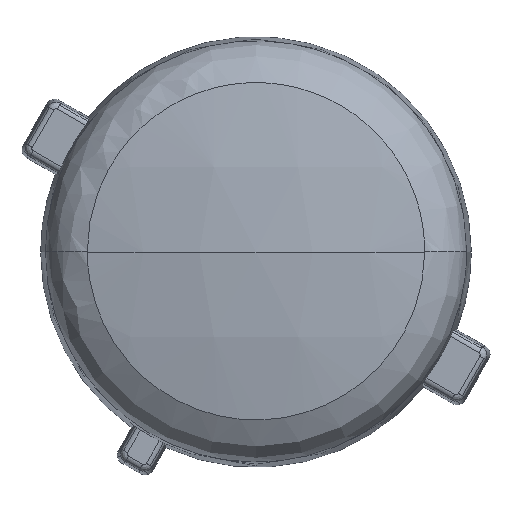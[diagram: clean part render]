
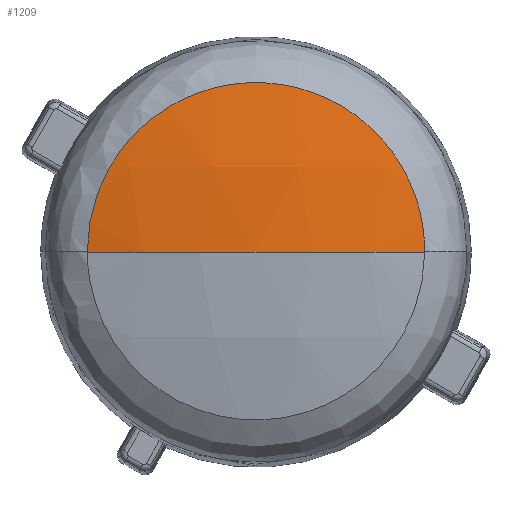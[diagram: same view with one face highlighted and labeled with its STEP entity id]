
A CAD part, top view. The second image highlights one B-rep face of the part: STEP entity #1209.
In plain terms, the highlighted spherical face has radius 30.742 mm.
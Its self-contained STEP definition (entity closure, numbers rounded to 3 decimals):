
#101 = EDGE_CURVE ( 'NONE', #1650, #1355, #1410, .T. ) ;
#162 = CARTESIAN_POINT ( 'NONE',  ( 34.861, 0.043, 13.48 ) ) ;
#163 = CIRCLE ( 'NONE', #1560, 30.742 ) ;
#241 = CARTESIAN_POINT ( 'NONE',  ( 39.45, 6.477, 13.472 ) ) ;
#251 = EDGE_CURVE ( 'NONE', #1376, #1208, #163, .T. ) ;
#301 = SPHERICAL_SURFACE ( 'NONE', #508, 30.742 ) ;
#305 = AXIS2_PLACEMENT_3D ( 'NONE', #785, #976, #2087 ) ;
#403 = CARTESIAN_POINT ( 'NONE',  ( 45.362, 5.193, 13.474 ) ) ;
#474 = CARTESIAN_POINT ( 'NONE',  ( 41.242, 0., -16.592 ) ) ;
#496 = ORIENTED_EDGE ( 'NONE', *, *, #101, .F. ) ;
#508 = AXIS2_PLACEMENT_3D ( 'NONE', #474, #2289, #644 ) ;
#568 = DIRECTION ( 'NONE',  ( 0., -1., 0. ) ) ;
#579 = CARTESIAN_POINT ( 'NONE',  ( 35.223, 2.587, 13.477 ) ) ;
#644 = DIRECTION ( 'NONE',  ( 1., 0., 0. ) ) ;
#654 = FACE_OUTER_BOUND ( 'NONE', #825, .T. ) ;
#672 = EDGE_CURVE ( 'NONE', #1355, #1376, #1548, .T. ) ;
#712 = CARTESIAN_POINT ( 'NONE',  ( 34.861, 0.014, 13.48 ) ) ;
#753 = CARTESIAN_POINT ( 'NONE',  ( 34.861, 0.043, 13.48 ) ) ;
#785 = CARTESIAN_POINT ( 'NONE',  ( 41.242, 0., -16.592 ) ) ;
#790 = CARTESIAN_POINT ( 'NONE',  ( 47.624, 0., 13.48 ) ) ;
#825 = EDGE_LOOP ( 'NONE', ( #2103, #2317, #1151, #1845, #496 ) ) ;
#878 = CARTESIAN_POINT ( 'NONE',  ( 34.861, 0., 13.48 ) ) ;
#946 = CARTESIAN_POINT ( 'NONE',  ( 47.624, 0.01, 13.48 ) ) ;
#976 = DIRECTION ( 'NONE',  ( 0., 1., 0. ) ) ;
#1126 = CARTESIAN_POINT ( 'NONE',  ( 34.864, 0.997, 13.479 ) ) ;
#1138 = CARTESIAN_POINT ( 'NONE',  ( 47.624, 0.03, 13.48 ) ) ;
#1151 = ORIENTED_EDGE ( 'NONE', *, *, #251, .F. ) ;
#1208 = VERTEX_POINT ( 'NONE', #1532 ) ;
#1209 = ADVANCED_FACE ( 'NONE', ( #654 ), #301, .T. ) ;
#1286 = DIRECTION ( 'NONE',  ( 0., 0., -1. ) ) ;
#1300 = CARTESIAN_POINT ( 'NONE',  ( 42.718, 6.468, 13.472 ) ) ;
#1318 = CIRCLE ( 'NONE', #305, 30.742 ) ;
#1355 = VERTEX_POINT ( 'NONE', #1774 ) ;
#1376 = VERTEX_POINT ( 'NONE', #790 ) ;
#1398 = VERTEX_POINT ( 'NONE', #2053 ) ;
#1410 = B_SPLINE_CURVE_WITH_KNOTS ( 'NONE', 3,
 ( #753, #1126, #579, #2057, #241, #1300, #403, #2030, #1674, #1138 ),
 .UNSPECIFIED., .F., .F.,
 ( 4, 1, 1, 1, 1, 1, 1, 4 ),
 ( 0.002, 0.145, 0.24, 0.43, 0.572, 0.715, 0.857, 1. ),
 .UNSPECIFIED. ) ;
#1432 = CARTESIAN_POINT ( 'NONE',  ( 34.861, 0.029, 13.48 ) ) ;
#1496 = CARTESIAN_POINT ( 'NONE',  ( 47.624, 0.03, 13.48 ) ) ;
#1532 = CARTESIAN_POINT ( 'NONE',  ( 41.242, 0., 14.15 ) ) ;
#1548 = B_SPLINE_CURVE_WITH_KNOTS ( 'NONE', 3,
 ( #1496, #2055, #946, #1687 ),
 .UNSPECIFIED., .F., .F.,
 ( 4, 4 ),
 ( 0., 0.001 ),
 .UNSPECIFIED. ) ;
#1560 = AXIS2_PLACEMENT_3D ( 'NONE', #2209, #568, #1286 ) ;
#1592 = CARTESIAN_POINT ( 'NONE',  ( 34.861, 0.043, 13.48 ) ) ;
#1614 = EDGE_CURVE ( 'NONE', #1398, #1650, #1956, .T. ) ;
#1650 = VERTEX_POINT ( 'NONE', #162 ) ;
#1674 = CARTESIAN_POINT ( 'NONE',  ( 47.625, 0.985, 13.479 ) ) ;
#1687 = CARTESIAN_POINT ( 'NONE',  ( 47.624, 0., 13.48 ) ) ;
#1774 = CARTESIAN_POINT ( 'NONE',  ( 47.624, 0.03, 13.48 ) ) ;
#1845 = ORIENTED_EDGE ( 'NONE', *, *, #672, .F. ) ;
#1956 = B_SPLINE_CURVE_WITH_KNOTS ( 'NONE', 3,
 ( #878, #712, #1432, #1592 ),
 .UNSPECIFIED., .F., .F.,
 ( 4, 4 ),
 ( 0., 0.002 ),
 .UNSPECIFIED. ) ;
#2030 = CARTESIAN_POINT ( 'NONE',  ( 47.192, 2.893, 13.477 ) ) ;
#2053 = CARTESIAN_POINT ( 'NONE',  ( 34.861, 0., 13.48 ) ) ;
#2055 = CARTESIAN_POINT ( 'NONE',  ( 47.624, 0.02, 13.48 ) ) ;
#2057 = CARTESIAN_POINT ( 'NONE',  ( 36.86, 4.983, 13.474 ) ) ;
#2063 = EDGE_CURVE ( 'NONE', #1398, #1208, #1318, .T. ) ;
#2087 = DIRECTION ( 'NONE',  ( -1., 0., 0. ) ) ;
#2103 = ORIENTED_EDGE ( 'NONE', *, *, #1614, .F. ) ;
#2209 = CARTESIAN_POINT ( 'NONE',  ( 41.242, 0., -16.592 ) ) ;
#2289 = DIRECTION ( 'NONE',  ( 0., 1., 0. ) ) ;
#2317 = ORIENTED_EDGE ( 'NONE', *, *, #2063, .T. ) ;
